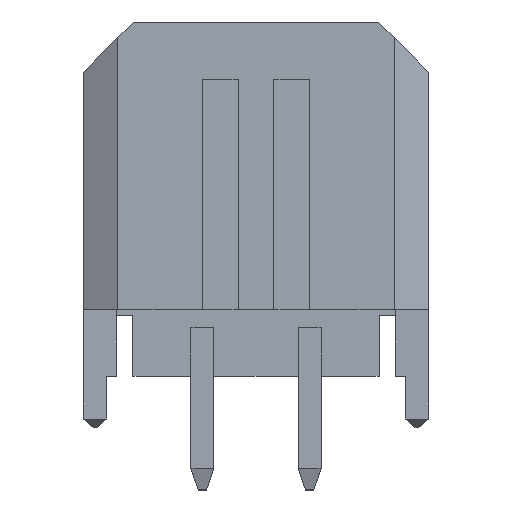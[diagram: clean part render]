
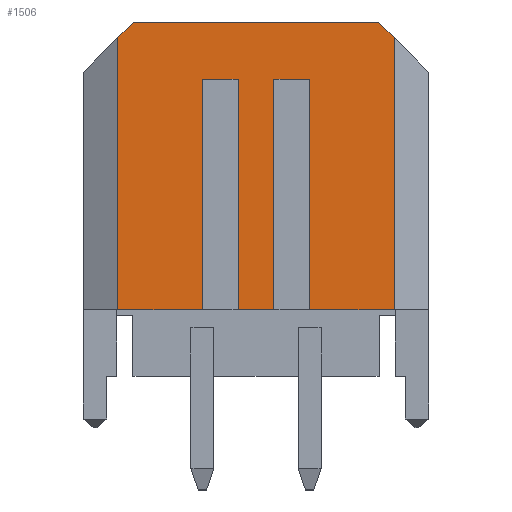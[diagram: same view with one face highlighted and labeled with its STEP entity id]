
A CAD part, top view. The second image highlights one B-rep face of the part: STEP entity #1506.
In plain terms, the highlighted planar face has unit normal (0, 0, 1).
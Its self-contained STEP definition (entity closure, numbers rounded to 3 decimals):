
#114 = DIRECTION ( 'NONE',  ( 0., -1., 0. ) ) ;
#165 = ORIENTED_EDGE ( 'NONE', *, *, #4333, .T. ) ;
#197 = CARTESIAN_POINT ( 'NONE',  ( 1.5, 8.3, 2.275 ) ) ;
#220 = CARTESIAN_POINT ( 'NONE',  ( -1.5, 8.3, 2.275 ) ) ;
#243 = VERTEX_POINT ( 'NONE', #1430 ) ;
#260 = VERTEX_POINT ( 'NONE', #912 ) ;
#285 = VECTOR ( 'NONE', #3589, 1000. ) ;
#296 = VERTEX_POINT ( 'NONE', #1616 ) ;
#301 = VECTOR ( 'NONE', #4906, 1000. ) ;
#357 = DIRECTION ( 'NONE',  ( 1., 0., 0. ) ) ;
#374 = CARTESIAN_POINT ( 'NONE',  ( 1.5, 1.85, 2.275 ) ) ;
#447 = VECTOR ( 'NONE', #1952, 1000. ) ;
#449 = VERTEX_POINT ( 'NONE', #374 ) ;
#500 = CARTESIAN_POINT ( 'NONE',  ( 0.5, 8.3, 2.275 ) ) ;
#564 = VECTOR ( 'NONE', #4029, 1000. ) ;
#595 = VECTOR ( 'NONE', #1929, 1000. ) ;
#611 = VERTEX_POINT ( 'NONE', #1734 ) ;
#712 = ORIENTED_EDGE ( 'NONE', *, *, #1118, .F. ) ;
#773 = AXIS2_PLACEMENT_3D ( 'NONE', #3209, #2082, #4776 ) ;
#819 = VERTEX_POINT ( 'NONE', #4295 ) ;
#821 = ORIENTED_EDGE ( 'NONE', *, *, #1322, .F. ) ;
#842 = VECTOR ( 'NONE', #1872, 1000. ) ;
#912 = CARTESIAN_POINT ( 'NONE',  ( -0.5, 1.85, 2.275 ) ) ;
#924 = VECTOR ( 'NONE', #2851, 1000. ) ;
#1095 = CARTESIAN_POINT ( 'NONE',  ( 3.425, 9.9, 2.275 ) ) ;
#1118 = EDGE_CURVE ( 'NONE', #260, #3903, #3642, .T. ) ;
#1131 = CARTESIAN_POINT ( 'NONE',  ( -0.5, 8.3, 2.275 ) ) ;
#1146 = VERTEX_POINT ( 'NONE', #1095 ) ;
#1272 = LINE ( 'NONE', #3769, #1415 ) ;
#1309 = PLANE ( 'NONE',  #773 ) ;
#1322 = EDGE_CURVE ( 'NONE', #3903, #4314, #2123, .T. ) ;
#1415 = VECTOR ( 'NONE', #2253, 1000. ) ;
#1430 = CARTESIAN_POINT ( 'NONE',  ( 0.5, 8.3, 2.275 ) ) ;
#1506 = ADVANCED_FACE ( 'NONE', ( #1563 ), #1309, .F. ) ;
#1531 = VECTOR ( 'NONE', #4834, 1000. ) ;
#1562 = VERTEX_POINT ( 'NONE', #1609 ) ;
#1563 = FACE_OUTER_BOUND ( 'NONE', #3373, .T. ) ;
#1609 = CARTESIAN_POINT ( 'NONE',  ( 0.5, 1.85, 2.275 ) ) ;
#1616 = CARTESIAN_POINT ( 'NONE',  ( -3.425, 9.9, 2.275 ) ) ;
#1640 = VECTOR ( 'NONE', #4540, 1000. ) ;
#1699 = EDGE_CURVE ( 'NONE', #819, #2996, #3266, .T. ) ;
#1722 = VECTOR ( 'NONE', #114, 1000. ) ;
#1734 = CARTESIAN_POINT ( 'NONE',  ( 3.865, 9.46, 2.275 ) ) ;
#1792 = EDGE_CURVE ( 'NONE', #296, #819, #4923, .T. ) ;
#1799 = CARTESIAN_POINT ( 'NONE',  ( -3.89, 1.85, 2.275 ) ) ;
#1807 = VERTEX_POINT ( 'NONE', #197 ) ;
#1808 = ORIENTED_EDGE ( 'NONE', *, *, #3957, .F. ) ;
#1872 = DIRECTION ( 'NONE',  ( -1., 0., 0. ) ) ;
#1878 = LINE ( 'NONE', #3730, #301 ) ;
#1929 = DIRECTION ( 'NONE',  ( 0., 1., 0. ) ) ;
#1942 = VECTOR ( 'NONE', #357, 1000. ) ;
#1947 = LINE ( 'NONE', #500, #447 ) ;
#1952 = DIRECTION ( 'NONE',  ( 0., -1., 0. ) ) ;
#2070 = DIRECTION ( 'NONE',  ( 0., 1., 0. ) ) ;
#2076 = CARTESIAN_POINT ( 'NONE',  ( -3.89, 1.85, 2.275 ) ) ;
#2082 = DIRECTION ( 'NONE',  ( 0., 0., -1. ) ) ;
#2102 = VECTOR ( 'NONE', #2070, 1000. ) ;
#2123 = LINE ( 'NONE', #220, #1531 ) ;
#2154 = LINE ( 'NONE', #2663, #2254 ) ;
#2236 = EDGE_CURVE ( 'NONE', #611, #1146, #1878, .T. ) ;
#2253 = DIRECTION ( 'NONE',  ( -1., 0., 0. ) ) ;
#2254 = VECTOR ( 'NONE', #3044, 1000. ) ;
#2262 = LINE ( 'NONE', #4637, #595 ) ;
#2299 = VERTEX_POINT ( 'NONE', #3557 ) ;
#2302 = CARTESIAN_POINT ( 'NONE',  ( -3.865, 9.9, 2.275 ) ) ;
#2357 = EDGE_CURVE ( 'NONE', #2299, #2996, #3445, .T. ) ;
#2386 = EDGE_CURVE ( 'NONE', #296, #1146, #3559, .T. ) ;
#2461 = LINE ( 'NONE', #1799, #842 ) ;
#2490 = ORIENTED_EDGE ( 'NONE', *, *, #1699, .T. ) ;
#2509 = ORIENTED_EDGE ( 'NONE', *, *, #4547, .F. ) ;
#2561 = EDGE_CURVE ( 'NONE', #243, #1562, #1947, .T. ) ;
#2578 = CARTESIAN_POINT ( 'NONE',  ( 1.5, 8.3, 2.275 ) ) ;
#2628 = ORIENTED_EDGE ( 'NONE', *, *, #3349, .F. ) ;
#2663 = CARTESIAN_POINT ( 'NONE',  ( -1.5, 8.3, 2.275 ) ) ;
#2686 = LINE ( 'NONE', #2578, #924 ) ;
#2699 = ORIENTED_EDGE ( 'NONE', *, *, #2386, .F. ) ;
#2744 = ORIENTED_EDGE ( 'NONE', *, *, #2236, .T. ) ;
#2851 = DIRECTION ( 'NONE',  ( 0., 1., 0. ) ) ;
#2878 = ORIENTED_EDGE ( 'NONE', *, *, #1792, .T. ) ;
#2930 = VERTEX_POINT ( 'NONE', #3558 ) ;
#2996 = VERTEX_POINT ( 'NONE', #3127 ) ;
#3044 = DIRECTION ( 'NONE',  ( 0., -1., 0. ) ) ;
#3127 = CARTESIAN_POINT ( 'NONE',  ( -3.865, 1.85, 2.275 ) ) ;
#3209 = CARTESIAN_POINT ( 'NONE',  ( -4.825, 9.9, 2.275 ) ) ;
#3266 = LINE ( 'NONE', #2302, #1722 ) ;
#3349 = EDGE_CURVE ( 'NONE', #449, #1807, #2686, .T. ) ;
#3373 = EDGE_LOOP ( 'NONE', ( #3663, #1808, #2628, #2509, #165, #2744, #2699, #2878, #2490, #3805, #3719, #821, #712, #3713 ) ) ;
#3445 = LINE ( 'NONE', #2076, #285 ) ;
#3557 = CARTESIAN_POINT ( 'NONE',  ( -1.5, 1.85, 2.275 ) ) ;
#3558 = CARTESIAN_POINT ( 'NONE',  ( 3.865, 1.85, 2.275 ) ) ;
#3559 = LINE ( 'NONE', #4934, #1942 ) ;
#3589 = DIRECTION ( 'NONE',  ( -1., 0., 0. ) ) ;
#3642 = LINE ( 'NONE', #4487, #2102 ) ;
#3663 = ORIENTED_EDGE ( 'NONE', *, *, #2561, .F. ) ;
#3713 = ORIENTED_EDGE ( 'NONE', *, *, #4213, .F. ) ;
#3719 = ORIENTED_EDGE ( 'NONE', *, *, #4334, .F. ) ;
#3730 = CARTESIAN_POINT ( 'NONE',  ( 3.425, 9.9, 2.275 ) ) ;
#3769 = CARTESIAN_POINT ( 'NONE',  ( 1.5, 8.3, 2.275 ) ) ;
#3805 = ORIENTED_EDGE ( 'NONE', *, *, #2357, .F. ) ;
#3903 = VERTEX_POINT ( 'NONE', #1131 ) ;
#3923 = LINE ( 'NONE', #4151, #564 ) ;
#3957 = EDGE_CURVE ( 'NONE', #1807, #243, #1272, .T. ) ;
#4029 = DIRECTION ( 'NONE',  ( -1., 0., 0. ) ) ;
#4151 = CARTESIAN_POINT ( 'NONE',  ( -3.89, 1.85, 2.275 ) ) ;
#4187 = CARTESIAN_POINT ( 'NONE',  ( -3.425, 9.9, 2.275 ) ) ;
#4213 = EDGE_CURVE ( 'NONE', #1562, #260, #3923, .T. ) ;
#4295 = CARTESIAN_POINT ( 'NONE',  ( -3.865, 9.46, 2.275 ) ) ;
#4314 = VERTEX_POINT ( 'NONE', #4571 ) ;
#4333 = EDGE_CURVE ( 'NONE', #2930, #611, #2262, .T. ) ;
#4334 = EDGE_CURVE ( 'NONE', #4314, #2299, #2154, .T. ) ;
#4487 = CARTESIAN_POINT ( 'NONE',  ( -0.5, 8.3, 2.275 ) ) ;
#4540 = DIRECTION ( 'NONE',  ( -0.707, -0.707, 0. ) ) ;
#4547 = EDGE_CURVE ( 'NONE', #2930, #449, #2461, .T. ) ;
#4571 = CARTESIAN_POINT ( 'NONE',  ( -1.5, 8.3, 2.275 ) ) ;
#4637 = CARTESIAN_POINT ( 'NONE',  ( 3.865, 9.9, 2.275 ) ) ;
#4776 = DIRECTION ( 'NONE',  ( -1., 0., 0. ) ) ;
#4834 = DIRECTION ( 'NONE',  ( -1., 0., 0. ) ) ;
#4906 = DIRECTION ( 'NONE',  ( -0.707, 0.707, 0. ) ) ;
#4923 = LINE ( 'NONE', #4187, #1640 ) ;
#4934 = CARTESIAN_POINT ( 'NONE',  ( -4.825, 9.9, 2.275 ) ) ;
